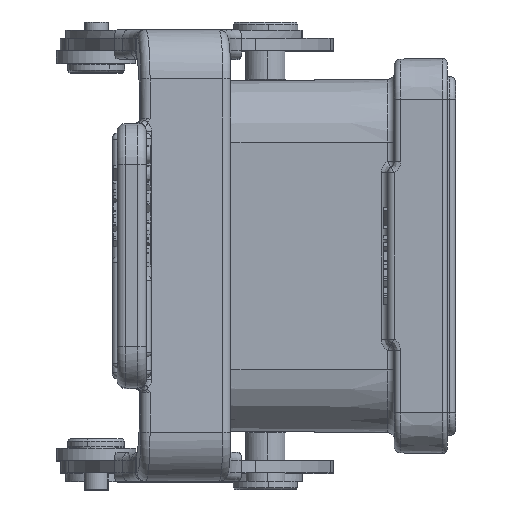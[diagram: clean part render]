
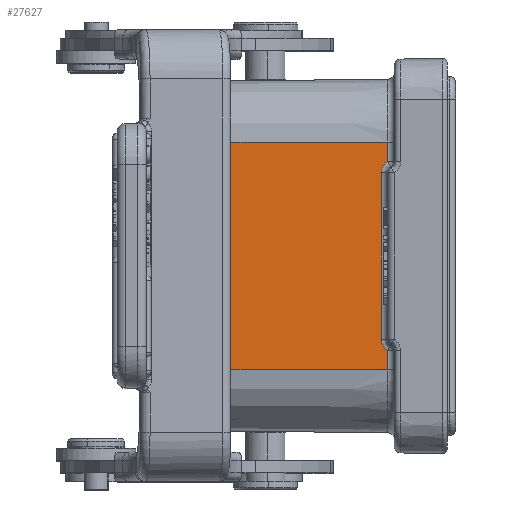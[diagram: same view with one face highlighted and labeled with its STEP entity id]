
A CAD part, left-side view. The second image highlights one B-rep face of the part: STEP entity #27627.
In plain terms, the highlighted planar face has unit normal (-1, 0.009, 0).
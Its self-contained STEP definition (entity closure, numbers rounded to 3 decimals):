
#400=DIRECTION('',(0.,0.,1.));
#401=VECTOR('',#400,2.414);
#402=CARTESIAN_POINT('',(-36.703,4.293,11.586));
#403=LINE('',#402,#401);
#816=DIRECTION('',(0.009,1.,0.));
#817=VECTOR('',#816,23.208);
#818=CARTESIAN_POINT('',(-36.703,4.293,14.));
#819=LINE('',#818,#817);
#824=DIRECTION('',(0.,0.,1.));
#825=VECTOR('',#824,28.);
#826=CARTESIAN_POINT('',(-36.5,27.5,-14.));
#827=LINE('',#826,#825);
#828=CARTESIAN_POINT('',(-36.703,4.293,11.586));
#829=CARTESIAN_POINT('',(-36.701,4.417,11.514));
#830=CARTESIAN_POINT('',(-36.7,4.636,11.345));
#831=CARTESIAN_POINT('',(-36.697,4.895,11.009));
#832=CARTESIAN_POINT('',(-36.696,5.056,10.617));
#833=CARTESIAN_POINT('',(-36.696,5.093,10.343));
#834=CARTESIAN_POINT('',(-36.696,5.093,10.2));
#836=CARTESIAN_POINT('',(-36.696,5.093,-10.2));
#837=CARTESIAN_POINT('',(-36.696,5.093,-10.343));
#838=CARTESIAN_POINT('',(-36.696,5.056,-10.617));
#839=CARTESIAN_POINT('',(-36.697,4.895,-11.009));
#840=CARTESIAN_POINT('',(-36.7,4.636,-11.345));
#841=CARTESIAN_POINT('',(-36.701,4.417,-11.514));
#842=CARTESIAN_POINT('',(-36.703,4.293,-11.586));
#844=DIRECTION('',(0.,0.,1.));
#845=VECTOR('',#844,2.414);
#846=CARTESIAN_POINT('',(-36.703,4.293,-14.));
#847=LINE('',#846,#845);
#981=DIRECTION('',(0.,0.,1.));
#982=VECTOR('',#981,20.4);
#983=CARTESIAN_POINT('',(-36.696,5.093,-10.2));
#984=LINE('',#983,#982);
#1666=DIRECTION('',(-0.009,-1.,0.));
#1667=VECTOR('',#1666,23.208);
#1668=CARTESIAN_POINT('',(-36.5,27.5,-14.));
#1669=LINE('',#1668,#1667);
#21730=CARTESIAN_POINT('',(-36.703,4.293,14.));
#21731=VERTEX_POINT('',#21730);
#21732=CARTESIAN_POINT('',(-36.703,4.293,
11.586));
#21733=VERTEX_POINT('',#21732);
#21737=CARTESIAN_POINT('',(-36.696,5.093,
10.2));
#21738=VERTEX_POINT('',#21737);
#21739=CARTESIAN_POINT('',(-36.696,5.093,-10.2));
#21740=VERTEX_POINT('',#21739);
#21742=CARTESIAN_POINT('',(-36.703,4.293,
-11.586));
#21743=VERTEX_POINT('',#21742);
#21746=CARTESIAN_POINT('',(-36.703,4.293,
-14.));
#21747=VERTEX_POINT('',#21746);
#21748=CARTESIAN_POINT('',(-36.5,27.5,-14.));
#21749=VERTEX_POINT('',#21748);
#21750=CARTESIAN_POINT('',(-36.5,27.5,14.));
#21751=VERTEX_POINT('',#21750);
#27606=CARTESIAN_POINT('',(-36.5,27.5,23.943));
#27607=DIRECTION('',(1.,-0.009,0.));
#27608=DIRECTION('',(0.,0.,1.));
#27609=AXIS2_PLACEMENT_3D('',#27606,#27607,#27608);
#27610=PLANE('',#27609);
#27612=ORIENTED_EDGE('',*,*,#27611,.F.);
#27614=ORIENTED_EDGE('',*,*,#27613,.F.);
#27616=ORIENTED_EDGE('',*,*,#27615,.T.);
#27617=ORIENTED_EDGE('',*,*,#27598,.F.);
#27618=ORIENTED_EDGE('',*,*,#27136,.F.);
#27620=ORIENTED_EDGE('',*,*,#27619,.T.);
#27622=ORIENTED_EDGE('',*,*,#27621,.F.);
#27624=ORIENTED_EDGE('',*,*,#27623,.T.);
#27625=EDGE_LOOP('',(#27612,#27614,#27616,#27617,#27618,#27620,#27622,#27624));
#27626=FACE_OUTER_BOUND('',#27625,.F.);
#27627=ADVANCED_FACE('',(#27626),#27610,.F.);
#835=B_SPLINE_CURVE_WITH_KNOTS('',3,(#828,#829,#830,#831,#832,#833,#834),
.UNSPECIFIED.,.F.,.F.,(4,1,1,1,4),(0.,0.25,0.5,0.75,1.),
.UNSPECIFIED.);
#843=B_SPLINE_CURVE_WITH_KNOTS('',3,(#836,#837,#838,#839,#840,#841,#842),
.UNSPECIFIED.,.F.,.F.,(4,1,1,1,4),(0.,0.25,0.5,0.75,1.),
.UNSPECIFIED.);
#27136=EDGE_CURVE('',#21733,#21731,#403,.T.);
#27598=EDGE_CURVE('',#21731,#21751,#819,.T.);
#27611=EDGE_CURVE('',#21747,#21743,#847,.T.);
#27613=EDGE_CURVE('',#21749,#21747,#1669,.T.);
#27615=EDGE_CURVE('',#21749,#21751,#827,.T.);
#27619=EDGE_CURVE('',#21733,#21738,#835,.T.);
#27621=EDGE_CURVE('',#21740,#21738,#984,.T.);
#27623=EDGE_CURVE('',#21740,#21743,#843,.T.);
